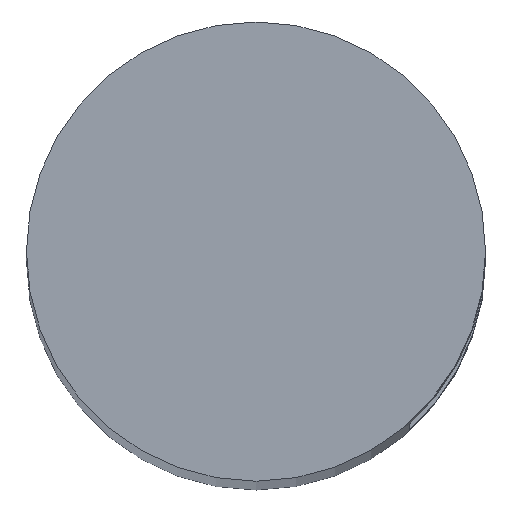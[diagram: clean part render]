
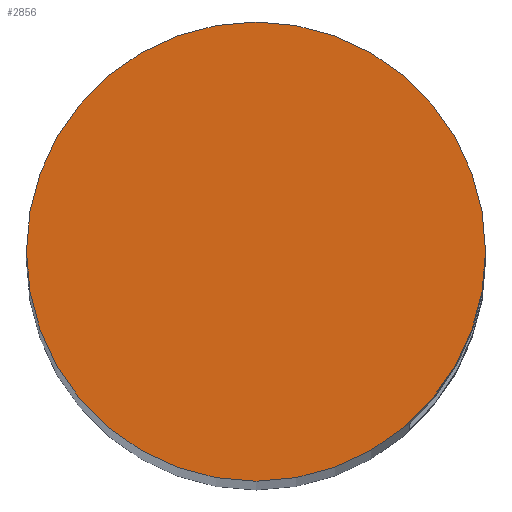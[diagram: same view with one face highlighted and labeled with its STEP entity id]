
A CAD part, top view. The second image highlights one B-rep face of the part: STEP entity #2856.
In plain terms, the highlighted face is planar.
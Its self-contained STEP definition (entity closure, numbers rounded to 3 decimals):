
#49=PLANE('',#3051);
#205=FACE_OUTER_BOUND('',#367,.T.);
#367=EDGE_LOOP('',(#2569));
#400=CIRCLE('',#3048,15.);
#1236=VERTEX_POINT('',#19722);
#1679=EDGE_CURVE('',#1236,#1236,#400,.T.);
#2569=ORIENTED_EDGE('',*,*,#1679,.T.);
#2856=ADVANCED_FACE('',(#205),#49,.F.);
#3048=AXIS2_PLACEMENT_3D('',#19723,#3538,#3539);
#3051=AXIS2_PLACEMENT_3D('',#19728,#3545,#3546);
#3538=DIRECTION('center_axis',(0.,0.,-1.));
#3539=DIRECTION('ref_axis',(1.,0.,0.));
#3545=DIRECTION('center_axis',(0.,0.,1.));
#3546=DIRECTION('ref_axis',(1.,0.,0.));
#19722=CARTESIAN_POINT('',(-15.,0.,-337.2));
#19723=CARTESIAN_POINT('Origin',(0.,0.,-337.2));
#19728=CARTESIAN_POINT('Origin',(0.,0.,-337.2));
